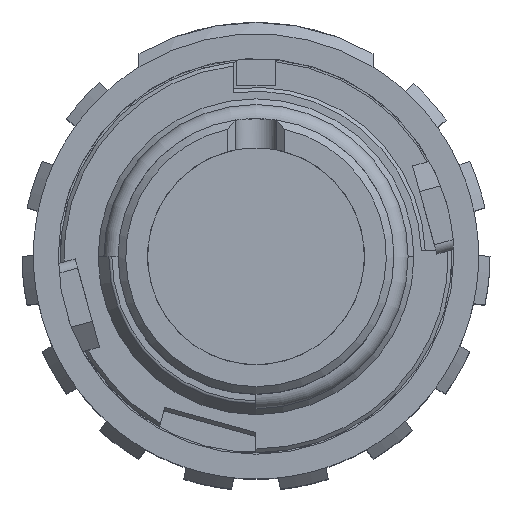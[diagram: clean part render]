
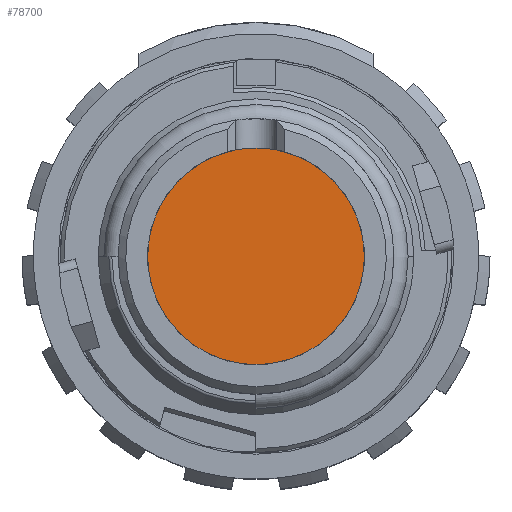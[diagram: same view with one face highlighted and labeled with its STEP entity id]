
A CAD part, top view. The second image highlights one B-rep face of the part: STEP entity #78700.
In plain terms, the highlighted planar face has unit normal (0, 0, 1).
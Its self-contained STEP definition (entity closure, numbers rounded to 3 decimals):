
#77140=CARTESIAN_POINT('',(-0.55,2.796,35.3));
#77150=VERTEX_POINT('',#77140);
#78110=CARTESIAN_POINT('',(0.55,2.796,35.3));
#78120=VERTEX_POINT('',#78110);
#78490=CARTESIAN_POINT('',(-5.69,-5.939,35.3));
#78500=DIRECTION('',(0.,0.,1.));
#78510=DIRECTION('',(1.,0.,-0.));
#78520=AXIS2_PLACEMENT_3D('',#78490,#78500,#78510);
#78530=PLANE('',#78520);
#78540=CARTESIAN_POINT('',(0.,0.,
35.3));
#78550=DIRECTION('',(0.,0.,1.));
#78560=DIRECTION('',(1.,0.,0.));
#78570=AXIS2_PLACEMENT_3D('',#78540,#78550,#78560);
#78580=CIRCLE('',#78570,2.85);
#78590=EDGE_CURVE('',#77150,#78120,#78580,.T.);
#78600=ORIENTED_EDGE('',*,*,#78590,.T.);
#78610=CARTESIAN_POINT('',(0.,0.,
35.3));
#78620=DIRECTION('',(0.,0.,-1.));
#78630=DIRECTION('',(-1.,0.,0.));
#78640=AXIS2_PLACEMENT_3D('',#78610,#78620,#78630);
#78650=CIRCLE('',#78640,2.85);
#78660=EDGE_CURVE('',#77150,#78120,#78650,.T.);
#78670=ORIENTED_EDGE('',*,*,#78660,.F.);
#78680=EDGE_LOOP('',(#78670,#78600));
#78690=FACE_OUTER_BOUND('',#78680,.T.);
#78700=ADVANCED_FACE('',(#78690),#78530,.T.);
